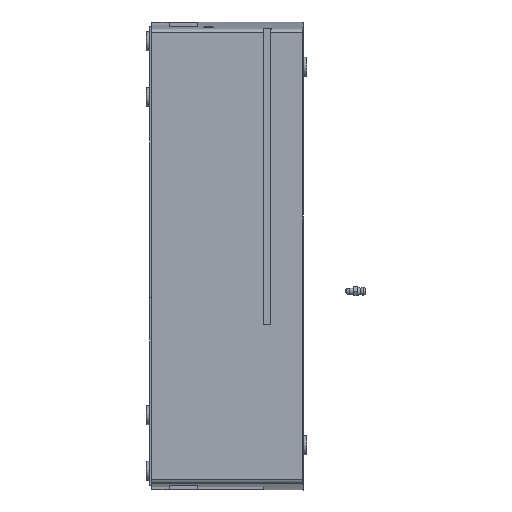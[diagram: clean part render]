
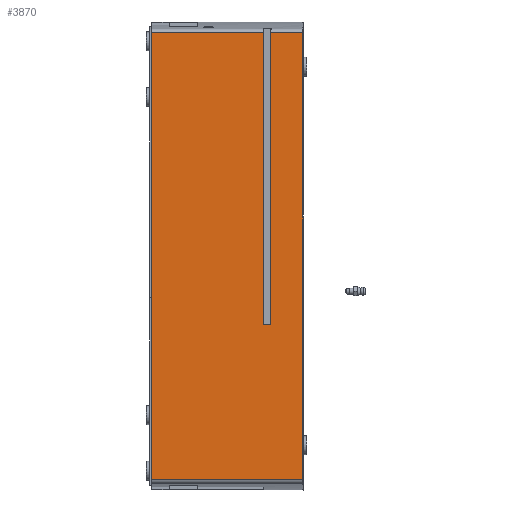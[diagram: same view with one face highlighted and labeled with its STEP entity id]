
A CAD part, left-side view. The second image highlights one B-rep face of the part: STEP entity #3870.
In plain terms, the highlighted planar face has unit normal (-1, 0, 0).
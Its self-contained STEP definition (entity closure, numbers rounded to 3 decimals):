
#772=ORIENTED_EDGE('',*,*,#1727,.F.);
#773=ORIENTED_EDGE('',*,*,#1738,.T.);
#774=ORIENTED_EDGE('',*,*,#1739,.F.);
#775=ORIENTED_EDGE('',*,*,#1740,.T.);
#776=ORIENTED_EDGE('',*,*,#1741,.F.);
#777=ORIENTED_EDGE('',*,*,#1736,.F.);
#778=ORIENTED_EDGE('',*,*,#1742,.T.);
#779=ORIENTED_EDGE('',*,*,#1743,.T.);
#1727=EDGE_CURVE('',#2208,#2209,#2538,.T.);
#1736=EDGE_CURVE('',#2212,#2213,#2542,.T.);
#1738=EDGE_CURVE('',#2208,#2214,#2543,.T.);
#1739=EDGE_CURVE('',#2215,#2214,#2544,.T.);
#1740=EDGE_CURVE('',#2215,#2216,#2545,.T.);
#1741=EDGE_CURVE('',#2213,#2216,#2546,.T.);
#1742=EDGE_CURVE('',#2212,#2217,#2547,.T.);
#1743=EDGE_CURVE('',#2217,#2209,#2548,.T.);
#2208=VERTEX_POINT('',#6399);
#2209=VERTEX_POINT('',#6401);
#2212=VERTEX_POINT('',#6417);
#2213=VERTEX_POINT('',#6419);
#2214=VERTEX_POINT('',#6423);
#2215=VERTEX_POINT('',#6425);
#2216=VERTEX_POINT('',#6427);
#2217=VERTEX_POINT('',#6430);
#2538=LINE('',#6400,#2761);
#2542=LINE('',#6418,#2765);
#2543=LINE('',#6422,#2766);
#2544=LINE('',#6424,#2767);
#2545=LINE('',#6426,#2768);
#2546=LINE('',#6428,#2769);
#2547=LINE('',#6429,#2770);
#2548=LINE('',#6431,#2771);
#2761=VECTOR('',#4935,1000.);
#2765=VECTOR('',#4951,1000.);
#2766=VECTOR('',#4956,1000.);
#2767=VECTOR('',#4957,1000.);
#2768=VECTOR('',#4958,1000.);
#2769=VECTOR('',#4959,1000.);
#2770=VECTOR('',#4960,1000.);
#2771=VECTOR('',#4961,1000.);
#2940=EDGE_LOOP('',(#772,#773,#774,#775,#776,#777,#778,#779));
#3341=FACE_BOUND('',#2940,.T.);
#3724=PLANE('',#4269);
#3870=ADVANCED_FACE('',(#3341),#3724,.F.);
#4269=AXIS2_PLACEMENT_3D('',#6421,#4954,#4955);
#4935=DIRECTION('',(0.,-1.,0.));
#4951=DIRECTION('',(0.,0.,1.));
#4954=DIRECTION('',(1.,0.,0.));
#4955=DIRECTION('',(0.,0.,-1.));
#4956=DIRECTION('',(0.,0.,-1.));
#4957=DIRECTION('',(0.,-1.,0.));
#4958=DIRECTION('',(0.,0.,1.));
#4959=DIRECTION('',(0.,-1.,0.));
#4960=DIRECTION('',(0.,-1.,0.));
#4961=DIRECTION('',(0.,0.,1.));
#6399=CARTESIAN_POINT('',(-77.,25.7,176.86));
#6400=CARTESIAN_POINT('',(-77.,119.8,176.86));
#6401=CARTESIAN_POINT('',(-77.,0.,176.86));
#6417=CARTESIAN_POINT('',(-77.,119.8,-176.86));
#6418=CARTESIAN_POINT('',(-77.,119.8,-186.4));
#6419=CARTESIAN_POINT('',(-77.,119.8,176.86));
#6421=CARTESIAN_POINT('',(-77.,119.8,-186.4));
#6422=CARTESIAN_POINT('',(-77.,25.7,-186.4));
#6423=CARTESIAN_POINT('',(-77.,25.7,-54.6));
#6424=CARTESIAN_POINT('',(-77.,119.8,-54.6));
#6425=CARTESIAN_POINT('',(-77.,30.9,-54.6));
#6426=CARTESIAN_POINT('',(-77.,30.9,-186.4));
#6427=CARTESIAN_POINT('',(-77.,30.9,176.86));
#6428=CARTESIAN_POINT('',(-77.,119.8,176.86));
#6429=CARTESIAN_POINT('',(-77.,119.8,-176.86));
#6430=CARTESIAN_POINT('',(-77.,0.,-176.86));
#6431=CARTESIAN_POINT('',(-77.,0.,-186.4));
